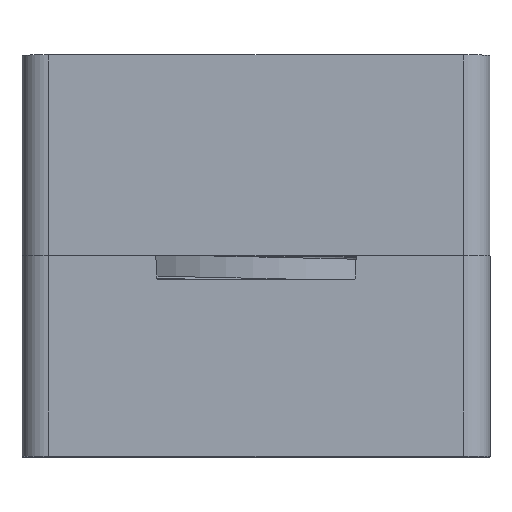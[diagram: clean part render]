
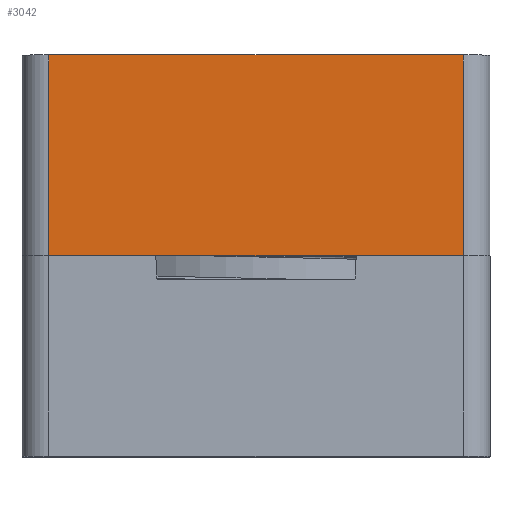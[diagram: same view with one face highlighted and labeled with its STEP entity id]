
A CAD part, top view. The second image highlights one B-rep face of the part: STEP entity #3042.
In plain terms, the highlighted planar face has unit normal (0, 0, 1).
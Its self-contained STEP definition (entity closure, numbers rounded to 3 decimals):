
#206=LINE('',#3812,#376);
#218=LINE('',#3839,#388);
#219=LINE('',#3842,#389);
#220=LINE('',#3843,#390);
#376=VECTOR('',#3348,1000.);
#388=VECTOR('',#3370,1000.);
#389=VECTOR('',#3371,1000.);
#390=VECTOR('',#3372,1000.);
#566=ORIENTED_EDGE('',*,*,#1208,.F.);
#567=ORIENTED_EDGE('',*,*,#1209,.T.);
#568=ORIENTED_EDGE('',*,*,#1194,.T.);
#569=ORIENTED_EDGE('',*,*,#1210,.T.);
#1194=EDGE_CURVE('',#1518,#1517,#206,.T.);
#1208=EDGE_CURVE('',#1528,#1529,#218,.T.);
#1209=EDGE_CURVE('',#1528,#1518,#219,.T.);
#1210=EDGE_CURVE('',#1517,#1529,#220,.F.);
#1517=VERTEX_POINT('',#3811);
#1518=VERTEX_POINT('',#3813);
#1528=VERTEX_POINT('',#3840);
#1529=VERTEX_POINT('',#3841);
#1755=EDGE_LOOP('',(#566,#567,#568,#569));
#1908=FACE_BOUND('',#1755,.T.);
#2060=PLANE('',#3199);
#3042=ADVANCED_FACE('',(#1908),#2060,.F.);
#3199=AXIS2_PLACEMENT_3D('',#3838,#3368,#3369);
#3348=DIRECTION('',(1.,0.,0.));
#3368=DIRECTION('',(0.,0.,-1.));
#3369=DIRECTION('',(-1.,0.,0.));
#3370=DIRECTION('',(1.,0.,0.));
#3371=DIRECTION('',(0.,-1.,0.));
#3372=DIRECTION('',(0.,-1.,0.));
#3811=CARTESIAN_POINT('',(7.75,0.,24.));
#3812=CARTESIAN_POINT('',(-8.75,0.,24.));
#3813=CARTESIAN_POINT('',(-7.75,0.,24.));
#3838=CARTESIAN_POINT('',(-8.75,7.5,24.));
#3839=CARTESIAN_POINT('',(-8.75,7.5,24.));
#3840=CARTESIAN_POINT('',(-7.75,7.5,24.));
#3841=CARTESIAN_POINT('',(7.75,7.5,24.));
#3842=CARTESIAN_POINT('',(-7.75,7.5,24.));
#3843=CARTESIAN_POINT('',(7.75,7.5,24.));
